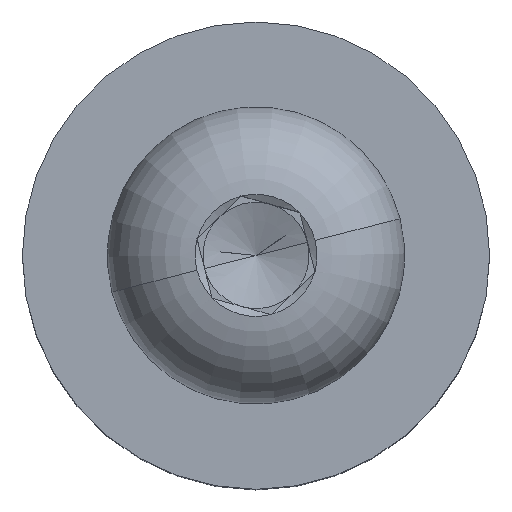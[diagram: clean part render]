
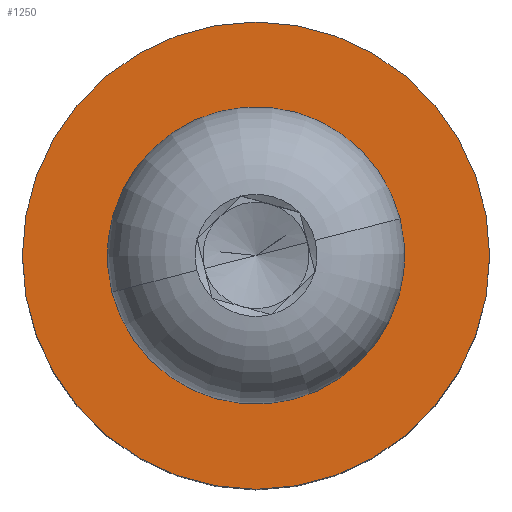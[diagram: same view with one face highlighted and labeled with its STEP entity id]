
A CAD part, top view. The second image highlights one B-rep face of the part: STEP entity #1250.
In plain terms, the highlighted planar face has unit normal (0, 0, 1).
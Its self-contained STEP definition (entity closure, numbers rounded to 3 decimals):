
#109 = AXIS2_PLACEMENT_3D ( 'NONE', #735, #1316, #629 ) ;
#178 = VERTEX_POINT ( 'NONE', #1117 ) ;
#189 = CARTESIAN_POINT ( 'NONE',  ( -11., 0., 17.5 ) ) ;
#248 = CIRCLE ( 'NONE', #1384, 4.75 ) ;
#271 = DIRECTION ( 'NONE',  ( 0., 0., 1. ) ) ;
#328 = EDGE_CURVE ( 'NONE', #1365, #178, #248, .T. ) ;
#330 = CARTESIAN_POINT ( 'NONE',  ( -4.75, 0., 17.5 ) ) ;
#386 = CIRCLE ( 'NONE', #109, 11. ) ;
#404 = CARTESIAN_POINT ( 'NONE',  ( 0., 0., 17.5 ) ) ;
#449 = EDGE_CURVE ( 'NONE', #178, #1365, #1287, .T. ) ;
#518 = VERTEX_POINT ( 'NONE', #189 ) ;
#552 = AXIS2_PLACEMENT_3D ( 'NONE', #1243, #890, #779 ) ;
#579 = ORIENTED_EDGE ( 'NONE', *, *, #449, .T. ) ;
#583 = EDGE_CURVE ( 'NONE', #1143, #518, #386, .T. ) ;
#588 = ORIENTED_EDGE ( 'NONE', *, *, #328, .T. ) ;
#595 = ORIENTED_EDGE ( 'NONE', *, *, #583, .T. ) ;
#605 = CARTESIAN_POINT ( 'NONE',  ( 0., 0., 17.5 ) ) ;
#616 = CARTESIAN_POINT ( 'NONE',  ( 0., 0., 17.5 ) ) ;
#629 = DIRECTION ( 'NONE',  ( 1., 0., 0. ) ) ;
#656 = AXIS2_PLACEMENT_3D ( 'NONE', #616, #271, #1295 ) ;
#658 = AXIS2_PLACEMENT_3D ( 'NONE', #404, #847, #1421 ) ;
#730 = EDGE_LOOP ( 'NONE', ( #1140, #595 ) ) ;
#735 = CARTESIAN_POINT ( 'NONE',  ( 0., 0., 17.5 ) ) ;
#737 = FACE_BOUND ( 'NONE', #1118, .T. ) ;
#745 = PLANE ( 'NONE',  #656 ) ;
#779 = DIRECTION ( 'NONE',  ( 1., 0., 0. ) ) ;
#809 = DIRECTION ( 'NONE',  ( 1., 0., 0. ) ) ;
#845 = EDGE_CURVE ( 'NONE', #518, #1143, #1313, .T. ) ;
#847 = DIRECTION ( 'NONE',  ( 0., 0., -1. ) ) ;
#890 = DIRECTION ( 'NONE',  ( 0., 0., 1. ) ) ;
#1117 = CARTESIAN_POINT ( 'NONE',  ( 4.75, 0., 17.5 ) ) ;
#1118 = EDGE_LOOP ( 'NONE', ( #579, #588 ) ) ;
#1137 = CARTESIAN_POINT ( 'NONE',  ( 11., 0., 17.5 ) ) ;
#1140 = ORIENTED_EDGE ( 'NONE', *, *, #845, .T. ) ;
#1143 = VERTEX_POINT ( 'NONE', #1137 ) ;
#1168 = DIRECTION ( 'NONE',  ( 0., 0., -1. ) ) ;
#1243 = CARTESIAN_POINT ( 'NONE',  ( 0., 0., 17.5 ) ) ;
#1250 = ADVANCED_FACE ( 'NONE', ( #737, #1270 ), #745, .T. ) ;
#1270 = FACE_OUTER_BOUND ( 'NONE', #730, .T. ) ;
#1287 = CIRCLE ( 'NONE', #658, 4.75 ) ;
#1295 = DIRECTION ( 'NONE',  ( 1., 0., 0. ) ) ;
#1313 = CIRCLE ( 'NONE', #552, 11. ) ;
#1316 = DIRECTION ( 'NONE',  ( 0., 0., 1. ) ) ;
#1365 = VERTEX_POINT ( 'NONE', #330 ) ;
#1384 = AXIS2_PLACEMENT_3D ( 'NONE', #605, #1168, #809 ) ;
#1421 = DIRECTION ( 'NONE',  ( 1., 0., 0. ) ) ;
